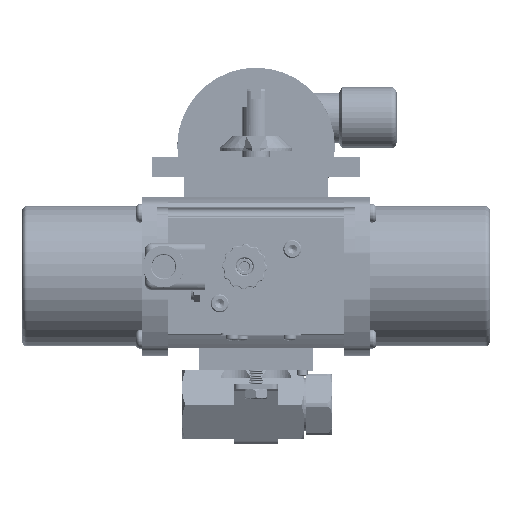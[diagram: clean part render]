
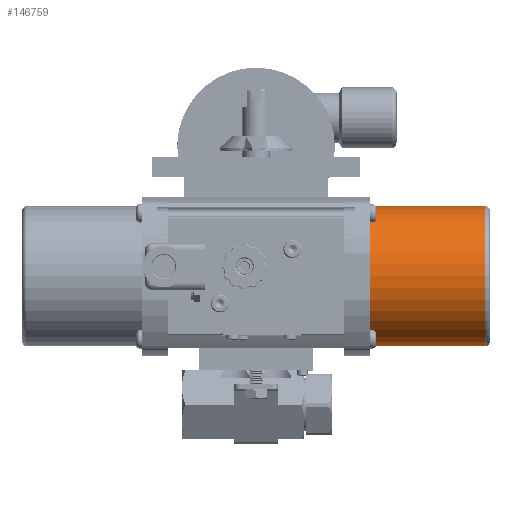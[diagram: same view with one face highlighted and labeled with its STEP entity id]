
A CAD part, top view. The second image highlights one B-rep face of the part: STEP entity #146759.
In plain terms, the highlighted cylindrical face has radius 30.963 mm (diameter 61.925 mm), a partial arc.
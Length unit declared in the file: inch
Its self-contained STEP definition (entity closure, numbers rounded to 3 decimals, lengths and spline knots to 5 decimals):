
#5289 = EDGE_CURVE ( 'NONE', #158800, #86039, #136141, .T. ) ;
#10089 = DIRECTION ( 'NONE',  ( -1., 0., 0. ) ) ;
#14996 = AXIS2_PLACEMENT_3D ( 'NONE', #66064, #221489, #205590 ) ;
#16460 = CARTESIAN_POINT ( 'NONE',  ( 3.9725, 1.0105, 0. ) ) ;
#18059 = VECTOR ( 'NONE', #27070, 39.37008 ) ;
#20021 = CARTESIAN_POINT ( 'NONE',  ( 1.7145, 3.4485, 0. ) ) ;
#25657 = CARTESIAN_POINT ( 'NONE',  ( 1.8575, 1.0105, 0. ) ) ;
#27070 = DIRECTION ( 'NONE',  ( -1., 0., 0. ) ) ;
#31864 = EDGE_CURVE ( 'NONE', #164203, #224985, #102996, .T. ) ;
#33432 = LINE ( 'NONE', #20021, #125569 ) ;
#57636 = ORIENTED_EDGE ( 'NONE', *, *, #146385, .T. ) ;
#63363 = ORIENTED_EDGE ( 'NONE', *, *, #31864, .T. ) ;
#66064 = CARTESIAN_POINT ( 'NONE',  ( 1.7145, 2.2295, 0. ) ) ;
#66274 = DIRECTION ( 'NONE',  ( 1., 0., 0. ) ) ;
#69660 = AXIS2_PLACEMENT_3D ( 'NONE', #113863, #10089, #131294 ) ;
#86039 = VERTEX_POINT ( 'NONE', #149513 ) ;
#102996 = CIRCLE ( 'NONE', #190487, 1.219 ) ;
#106471 = DIRECTION ( 'NONE',  ( -1., 0., 0. ) ) ;
#113863 = CARTESIAN_POINT ( 'NONE',  ( 3.9725, 2.2295, 0. ) ) ;
#125569 = VECTOR ( 'NONE', #106471, 39.37008 ) ;
#127900 = EDGE_LOOP ( 'NONE', ( #140350, #170376, #57636, #63363 ) ) ;
#131294 = DIRECTION ( 'NONE',  ( 0., -1., 0. ) ) ;
#132654 = CARTESIAN_POINT ( 'NONE',  ( 1.8575, 3.4485, 0. ) ) ;
#136141 = CIRCLE ( 'NONE', #69660, 1.219 ) ;
#140350 = ORIENTED_EDGE ( 'NONE', *, *, #189488, .F. ) ;
#146385 = EDGE_CURVE ( 'NONE', #86039, #164203, #33432, .T. ) ;
#146759 = ADVANCED_FACE ( 'NONE', ( #204164 ), #152593, .T. ) ;
#149513 = CARTESIAN_POINT ( 'NONE',  ( 3.9725, 3.4485, 0. ) ) ;
#152593 = CYLINDRICAL_SURFACE ( 'NONE', #14996, 1.219 ) ;
#158800 = VERTEX_POINT ( 'NONE', #16460 ) ;
#164203 = VERTEX_POINT ( 'NONE', #132654 ) ;
#170207 = CARTESIAN_POINT ( 'NONE',  ( 1.8575, 2.2295, 0. ) ) ;
#170376 = ORIENTED_EDGE ( 'NONE', *, *, #5289, .T. ) ;
#187564 = DIRECTION ( 'NONE',  ( 0., -1., 0. ) ) ;
#189488 = EDGE_CURVE ( 'NONE', #158800, #224985, #202552, .T. ) ;
#190487 = AXIS2_PLACEMENT_3D ( 'NONE', #170207, #66274, #187564 ) ;
#199834 = CARTESIAN_POINT ( 'NONE',  ( 1.7145, 1.0105, 0. ) ) ;
#202552 = LINE ( 'NONE', #199834, #18059 ) ;
#204164 = FACE_OUTER_BOUND ( 'NONE', #127900, .T. ) ;
#205590 = DIRECTION ( 'NONE',  ( 0., 1., 0. ) ) ;
#221489 = DIRECTION ( 'NONE',  ( -1., 0., 0. ) ) ;
#224985 = VERTEX_POINT ( 'NONE', #25657 ) ;
